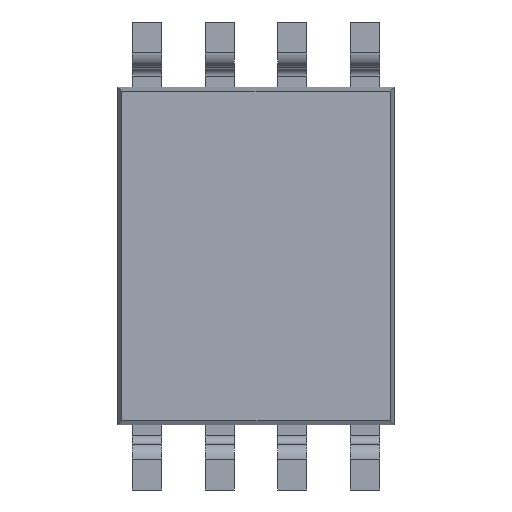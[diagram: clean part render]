
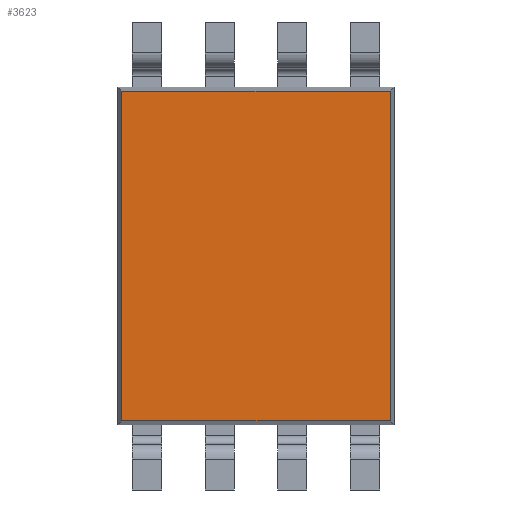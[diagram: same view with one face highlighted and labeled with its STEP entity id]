
A CAD part, front view. The second image highlights one B-rep face of the part: STEP entity #3623.
In plain terms, the highlighted planar face has unit normal (0, -1, 0).
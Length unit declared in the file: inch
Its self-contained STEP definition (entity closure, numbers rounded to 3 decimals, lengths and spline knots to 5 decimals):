
#18 = VERTEX_POINT ( 'NONE', #332 ) ;
#206 = DIRECTION ( 'NONE',  ( 0., 0., -1. ) ) ;
#244 = ORIENTED_EDGE ( 'NONE', *, *, #991, .T. ) ;
#296 = LINE ( 'NONE', #431, #2484 ) ;
#332 = CARTESIAN_POINT ( 'NONE',  ( -0.1675, 0.007, -0.1135 ) ) ;
#431 = CARTESIAN_POINT ( 'NONE',  ( 0.02, 0.007, 0.1135 ) ) ;
#457 = VECTOR ( 'NONE', #783, 39.37008 ) ;
#462 = DIRECTION ( 'NONE',  ( -1., 0., 0. ) ) ;
#481 = VERTEX_POINT ( 'NONE', #774 ) ;
#554 = CARTESIAN_POINT ( 'NONE',  ( -0.1675, 0.007, -0.116 ) ) ;
#728 = VECTOR ( 'NONE', #1670, 39.37008 ) ;
#774 = CARTESIAN_POINT ( 'NONE',  ( 0.0175, 0.007, 0.1135 ) ) ;
#783 = DIRECTION ( 'NONE',  ( 0., 0., 1. ) ) ;
#822 = EDGE_CURVE ( 'NONE', #18, #2257, #3381, .T. ) ;
#898 = DIRECTION ( 'NONE',  ( 0., 1., 0. ) ) ;
#991 = EDGE_CURVE ( 'NONE', #3187, #18, #3812, .T. ) ;
#1357 = CARTESIAN_POINT ( 'NONE',  ( -0.1675, 0.007, 0.1135 ) ) ;
#1417 = AXIS2_PLACEMENT_3D ( 'NONE', #2182, #898, #2478 ) ;
#1464 = EDGE_CURVE ( 'NONE', #2257, #481, #1936, .T. ) ;
#1618 = CARTESIAN_POINT ( 'NONE',  ( 0.0175, 0.007, -0.116 ) ) ;
#1670 = DIRECTION ( 'NONE',  ( 1., 0., 0. ) ) ;
#1684 = CARTESIAN_POINT ( 'NONE',  ( 0.02, 0.007, -0.1135 ) ) ;
#1863 = EDGE_LOOP ( 'NONE', ( #1898, #244, #3390, #3171 ) ) ;
#1898 = ORIENTED_EDGE ( 'NONE', *, *, #2027, .T. ) ;
#1936 = LINE ( 'NONE', #1618, #457 ) ;
#2027 = EDGE_CURVE ( 'NONE', #481, #3187, #296, .T. ) ;
#2182 = CARTESIAN_POINT ( 'NONE',  ( 0.02, 0.007, -0.116 ) ) ;
#2257 = VERTEX_POINT ( 'NONE', #3137 ) ;
#2478 = DIRECTION ( 'NONE',  ( 0., 0., 1. ) ) ;
#2480 = VECTOR ( 'NONE', #206, 39.37008 ) ;
#2484 = VECTOR ( 'NONE', #462, 39.37008 ) ;
#3137 = CARTESIAN_POINT ( 'NONE',  ( 0.0175, 0.007, -0.1135 ) ) ;
#3171 = ORIENTED_EDGE ( 'NONE', *, *, #1464, .T. ) ;
#3187 = VERTEX_POINT ( 'NONE', #1357 ) ;
#3381 = LINE ( 'NONE', #1684, #728 ) ;
#3390 = ORIENTED_EDGE ( 'NONE', *, *, #822, .T. ) ;
#3601 = FACE_OUTER_BOUND ( 'NONE', #1863, .T. ) ;
#3623 = ADVANCED_FACE ( 'NONE', ( #3601 ), #3770, .F. ) ;
#3770 = PLANE ( 'NONE',  #1417 ) ;
#3812 = LINE ( 'NONE', #554, #2480 ) ;
